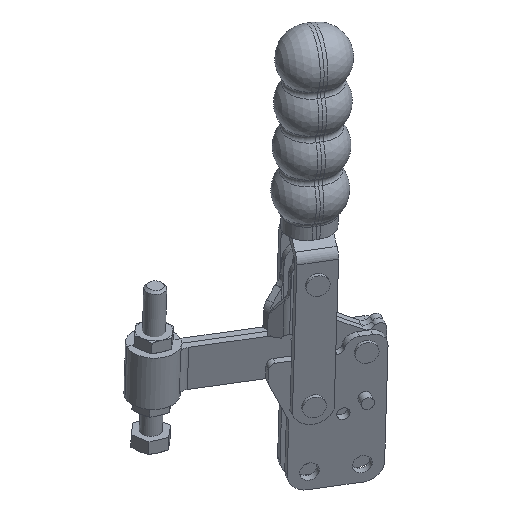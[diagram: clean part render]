
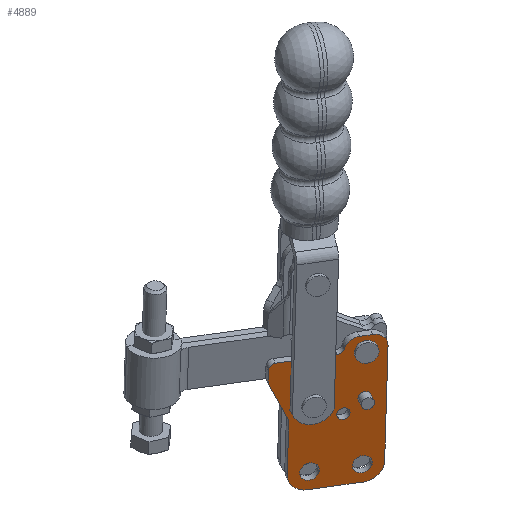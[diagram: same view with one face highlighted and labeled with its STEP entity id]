
A CAD part, isometric view. The second image highlights one B-rep face of the part: STEP entity #4889.
In plain terms, the highlighted planar face has unit normal (-0.484, -0.875, 0.017).
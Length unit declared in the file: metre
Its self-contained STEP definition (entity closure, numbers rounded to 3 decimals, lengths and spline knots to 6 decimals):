
#333=VECTOR('',#6280,1.);
#342=VECTOR('',#6305,1.);
#345=VECTOR('',#6313,1.);
#350=VECTOR('',#6331,1.);
#353=VECTOR('',#6335,1.);
#354=VECTOR('',#6337,1.);
#355=VECTOR('',#6339,1.);
#643=LINE('',#7886,#333);
#652=LINE('',#7916,#342);
#655=LINE('',#7924,#345);
#660=LINE('',#7940,#350);
#663=LINE('',#7946,#353);
#664=LINE('',#7948,#354);
#665=LINE('',#7950,#355);
#875=PLANE('',#5351);
#1142=VERTEX_POINT('',#7846);
#1143=VERTEX_POINT('',#7849);
#1146=VERTEX_POINT('',#7856);
#1147=VERTEX_POINT('',#7859);
#1150=VERTEX_POINT('',#7866);
#1152=VERTEX_POINT('',#7871);
#1153=VERTEX_POINT('',#7874);
#1154=VERTEX_POINT('',#7875);
#1158=VERTEX_POINT('',#7885);
#1169=VERTEX_POINT('',#7911);
#1170=VERTEX_POINT('',#7915);
#1171=VERTEX_POINT('',#7919);
#1172=VERTEX_POINT('',#7920);
#1173=VERTEX_POINT('',#7925);
#1174=VERTEX_POINT('',#7929);
#1175=VERTEX_POINT('',#7933);
#1176=VERTEX_POINT('',#7937);
#1177=VERTEX_POINT('',#7941);
#1178=VERTEX_POINT('',#7942);
#1514=CIRCLE('',#5309,3.55);
#1515=CIRCLE('',#5311,3.55);
#1518=CIRCLE('',#5315,2.4);
#1519=CIRCLE('',#5317,2.4);
#1522=CIRCLE('',#5321,4.775);
#1524=CIRCLE('',#5324,3.05);
#1525=CIRCLE('',#5326,7.5);
#1532=CIRCLE('',#5336,7.5);
#1533=CIRCLE('',#5339,2.5);
#1534=CIRCLE('',#5342,2.5);
#1535=CIRCLE('',#5344,5.5);
#1536=CIRCLE('',#5346,5.5);
#1969=EDGE_CURVE('',#1142,#1142,#1514,.T.);
#1970=EDGE_CURVE('',#1143,#1143,#1515,.T.);
#1973=EDGE_CURVE('',#1146,#1146,#1518,.T.);
#1974=EDGE_CURVE('',#1147,#1147,#1519,.T.);
#1977=EDGE_CURVE('',#1150,#1150,#1522,.T.);
#1979=EDGE_CURVE('',#1152,#1152,#1524,.T.);
#1980=EDGE_CURVE('',#1153,#1154,#1525,.T.);
#1986=EDGE_CURVE('',#1158,#1153,#643,.T.);
#1998=EDGE_CURVE('',#1169,#1158,#1532,.T.);
#2001=EDGE_CURVE('',#1170,#1169,#652,.T.);
#2002=EDGE_CURVE('',#1171,#1172,#1533,.T.);
#2005=EDGE_CURVE('',#1172,#1173,#655,.T.);
#2007=EDGE_CURVE('',#1173,#1174,#1534,.T.);
#2009=EDGE_CURVE('',#1174,#1175,#1535,.T.);
#2011=EDGE_CURVE('',#1176,#1170,#1536,.T.);
#2013=EDGE_CURVE('',#1177,#1178,#660,.T.);
#2016=EDGE_CURVE('',#1178,#1171,#663,.T.);
#2017=EDGE_CURVE('',#1175,#1176,#664,.T.);
#2018=EDGE_CURVE('',#1154,#1177,#665,.T.);
#3009=ORIENTED_EDGE('',*,*,#1969,.T.);
#3010=ORIENTED_EDGE('',*,*,#1970,.T.);
#3011=ORIENTED_EDGE('',*,*,#1973,.T.);
#3012=ORIENTED_EDGE('',*,*,#1974,.T.);
#3013=ORIENTED_EDGE('',*,*,#1977,.T.);
#3014=ORIENTED_EDGE('',*,*,#1979,.T.);
#3015=ORIENTED_EDGE('',*,*,#1980,.F.);
#3016=ORIENTED_EDGE('',*,*,#1986,.F.);
#3017=ORIENTED_EDGE('',*,*,#1998,.F.);
#3018=ORIENTED_EDGE('',*,*,#2001,.F.);
#3019=ORIENTED_EDGE('',*,*,#2011,.F.);
#3020=ORIENTED_EDGE('',*,*,#2017,.F.);
#3021=ORIENTED_EDGE('',*,*,#2009,.F.);
#3022=ORIENTED_EDGE('',*,*,#2007,.F.);
#3023=ORIENTED_EDGE('',*,*,#2005,.F.);
#3024=ORIENTED_EDGE('',*,*,#2002,.F.);
#3025=ORIENTED_EDGE('',*,*,#2016,.F.);
#3026=ORIENTED_EDGE('',*,*,#2013,.F.);
#3027=ORIENTED_EDGE('',*,*,#2018,.F.);
#4025=EDGE_LOOP('',(#3009));
#4026=EDGE_LOOP('',(#3010));
#4027=EDGE_LOOP('',(#3011));
#4028=EDGE_LOOP('',(#3012));
#4029=EDGE_LOOP('',(#3013));
#4030=EDGE_LOOP('',(#3014));
#4031=EDGE_LOOP('',(#3015,#3016,#3017,#3018,#3019,#3020,#3021,#3022,#3023,
#3024,#3025,#3026,#3027));
#4497=FACE_BOUND('',#4025,.T.);
#4498=FACE_BOUND('',#4026,.T.);
#4499=FACE_BOUND('',#4027,.T.);
#4500=FACE_BOUND('',#4028,.T.);
#4501=FACE_BOUND('',#4029,.T.);
#4502=FACE_BOUND('',#4030,.T.);
#4503=FACE_BOUND('',#4031,.T.);
#4889=ADVANCED_FACE('',(#4497,#4498,#4499,#4500,#4501,#4502,#4503),#875,
 .T.);
#5309=AXIS2_PLACEMENT_3D('',#7845,#6237,#6238);
#5311=AXIS2_PLACEMENT_3D('',#7848,#6241,#6242);
#5315=AXIS2_PLACEMENT_3D('',#7855,#6249,#6250);
#5317=AXIS2_PLACEMENT_3D('',#7858,#6253,#6254);
#5321=AXIS2_PLACEMENT_3D('',#7865,#6261,#6262);
#5324=AXIS2_PLACEMENT_3D('',#7870,#6267,#6268);
#5326=AXIS2_PLACEMENT_3D('',#7873,#6271,#6272);
#5336=AXIS2_PLACEMENT_3D('',#7910,#6300,#6301);
#5339=AXIS2_PLACEMENT_3D('',#7918,#6308,#6309);
#5342=AXIS2_PLACEMENT_3D('',#7928,#6317,#6318);
#5344=AXIS2_PLACEMENT_3D('',#7932,#6322,#6323);
#5346=AXIS2_PLACEMENT_3D('',#7936,#6327,#6328);
#5351=AXIS2_PLACEMENT_3D('',#7951,#6340,$);
#6237=DIRECTION('',(0.485,0.875,-0.017));
#6238=DIRECTION('',(3.103,-1.721,-0.109));
#6241=DIRECTION('',(0.485,0.875,-0.017));
#6242=DIRECTION('',(3.103,-1.721,-0.109));
#6249=DIRECTION('',(0.485,0.875,-0.017));
#6250=DIRECTION('',(2.098,-1.164,-0.074));
#6253=DIRECTION('',(0.485,0.875,-0.017));
#6254=DIRECTION('',(2.098,-1.164,-0.074));
#6261=DIRECTION('',(0.485,0.875,-0.017));
#6262=DIRECTION('',(4.174,-2.315,-0.146));
#6267=DIRECTION('',(0.485,0.875,-0.017));
#6268=DIRECTION('',(2.666,-1.479,-0.093));
#6271=DIRECTION('',(0.485,0.875,-0.017));
#6272=DIRECTION('',(-4.821,2.571,-5.138));
#6280=DIRECTION('',(-0.874,0.485,0.031));
#6300=DIRECTION('',(0.485,0.875,-0.017));
#6301=DIRECTION('',(4.45,-2.571,-5.463));
#6305=DIRECTION('',(-0.035,0.,-0.999));
#6308=DIRECTION('',(0.485,0.875,-0.017));
#6309=DIRECTION('',(-1.483,0.857,1.821));
#6313=DIRECTION('',(0.874,-0.485,-0.031));
#6317=DIRECTION('',(-0.485,-0.875,0.017));
#6318=DIRECTION('',(0.088,0.,2.498));
#6322=DIRECTION('',(0.485,0.875,-0.017));
#6323=DIRECTION('',(-3.263,1.885,4.006));
#6327=DIRECTION('',(0.485,0.875,-0.017));
#6328=DIRECTION('',(3.536,-1.885,3.768));
#6331=DIRECTION('',(-0.338,0.205,0.919));
#6335=DIRECTION('',(0.035,0.,0.999));
#6337=DIRECTION('',(0.874,-0.485,-0.031));
#6339=DIRECTION('',(0.035,0.,0.999));
#6340=DIRECTION('',(-0.485,-0.875,0.017));
#7845=CARTESIAN_POINT('',(416.668788,450.992463,-95.837515));
#7846=CARTESIAN_POINT('',(419.771781,449.271388,-95.946318));
#7848=CARTESIAN_POINT('',(433.276356,441.78108,-96.419842));
#7849=CARTESIAN_POINT('',(430.173363,443.502154,-96.311039));
#7855=CARTESIAN_POINT('',(427.587139,445.368671,-73.976694));
#7856=CARTESIAN_POINT('',(429.684937,444.205128,-74.050251));
#7858=CARTESIAN_POINT('',(434.336893,441.732599,-68.669962));
#7859=CARTESIAN_POINT('',(432.239095,442.896142,-68.596405));
#7865=CARTESIAN_POINT('',(416.975437,451.428791,-64.629093));
#7866=CARTESIAN_POINT('',(421.149181,449.113825,-64.775441));
#7870=CARTESIAN_POINT('',(435.017767,441.732599,-49.251896));
#7871=CARTESIAN_POINT('',(437.683719,440.25393,-49.345375));
#7873=CARTESIAN_POINT('',(416.231747,451.234867,-95.82219));
#7874=CARTESIAN_POINT('',(415.968929,451.234867,-103.317584));
#7875=CARTESIAN_POINT('',(409.676128,454.87094,-95.592324));
#7885=CARTESIAN_POINT('',(433.450579,441.538675,-103.93056));
#7886=CARTESIAN_POINT('',(424.709754,446.386771,-103.624072));
#7910=CARTESIAN_POINT('',(433.713397,441.538675,-96.435166));
#7911=CARTESIAN_POINT('',(440.269016,437.902603,-96.665032));
#7915=CARTESIAN_POINT('',(441.951053,437.902603,-48.694513));
#7916=CARTESIAN_POINT('',(441.074992,437.902603,-73.679158));
#7918=CARTESIAN_POINT('',(406.522478,457.488912,-50.754275));
#7919=CARTESIAN_POINT('',(404.337272,458.700936,-50.677653));
#7920=CARTESIAN_POINT('',(406.610084,457.488912,-48.25581));
#7924=CARTESIAN_POINT('',(416.268696,452.131765,-48.594479));
#7925=CARTESIAN_POINT('',(426.087013,446.686039,-48.938748));
#7928=CARTESIAN_POINT('',(426.174619,446.686039,-46.440284));
#7929=CARTESIAN_POINT('',(428.291302,445.501696,-47.046079));
#7932=CARTESIAN_POINT('',(432.948003,442.896142,-48.37883));
#7933=CARTESIAN_POINT('',(433.140736,442.896142,-42.882208));
#7936=CARTESIAN_POINT('',(437.143599,440.569056,-48.525944));
#7937=CARTESIAN_POINT('',(437.336332,440.569056,-43.029322));
#7940=CARTESIAN_POINT('',(407.303831,456.785938,-64.660999));
#7941=CARTESIAN_POINT('',(410.45962,454.87094,-73.247661));
#7942=CARTESIAN_POINT('',(404.148043,458.700936,-56.074336));
#7946=CARTESIAN_POINT('',(404.286461,458.700936,-52.126762));
#7948=CARTESIAN_POINT('',(435.238534,441.732599,-42.955765));
#7950=CARTESIAN_POINT('',(409.936465,454.87094,-88.16769));
#7951=CARTESIAN_POINT('',(424.859492,446.904615,-72.6941));
